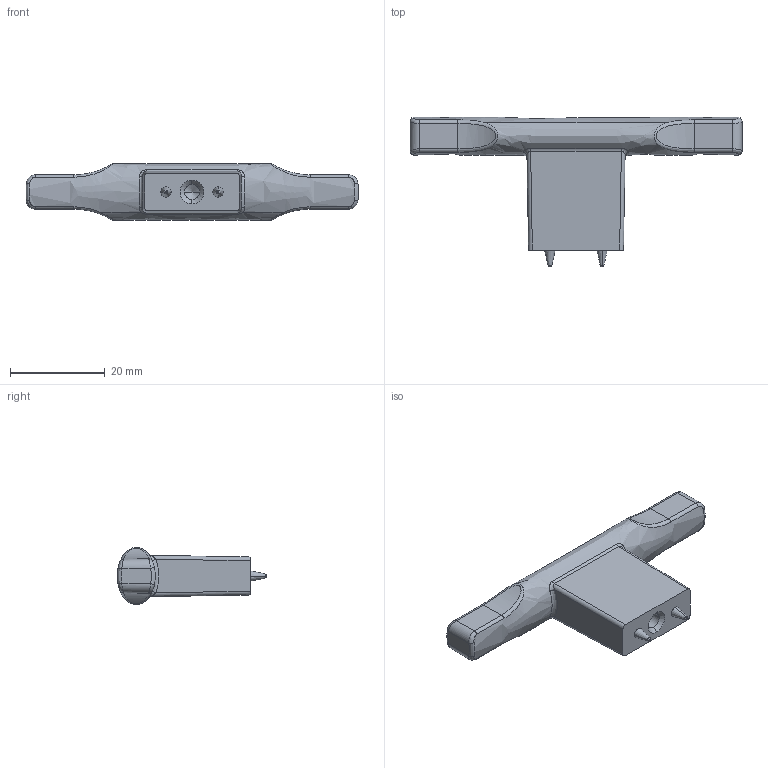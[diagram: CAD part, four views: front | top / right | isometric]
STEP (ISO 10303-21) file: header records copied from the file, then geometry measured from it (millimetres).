
FILE_DESCRIPTION(('Creo Elements/Direct Modeling STEP Export'),'2;1');
FILE_NAME('2524-70.stp','2021-06-01T10:58:48',(''),(''),'Creo Elements/Direct Modeling STEP processor for AP214 (Solid Model)','Creo Elements/Direct Modeling 20.0 12-Nov-2016 (C) Parametric Technology GmbH','');
FILE_SCHEMA(('AUTOMOTIVE_DESIGN { 1 0 10303 214 1 1 1 1 }'));
Length unit declared in the file: millimetre
Products named in the file (2): ZN-11375
Assembly tree (1 placements, depth 2):
  ZN-11375
    ZN-11375
Bounding box: 70 x 31.5 x 12 mm (x, y, z)
Volume: 7947.6 mm3; surface area: 3456.6 mm2
Topology: 1 solids, 1 shells, 76 faces, 179 edges, 107 vertices
Faces by surface type: cylinder 26, bspline 22, plane 14, cone 8, torus 4, extrusion 2
Entity records: 11835 total; most frequent: CARTESIAN_POINT 10384, ORIENTED_EDGE 354, DIRECTION 206, EDGE_CURVE 177, VERTEX_POINT 107, EDGE_LOOP 80, FACE_OUTER_BOUND 76, ADVANCED_FACE 76
